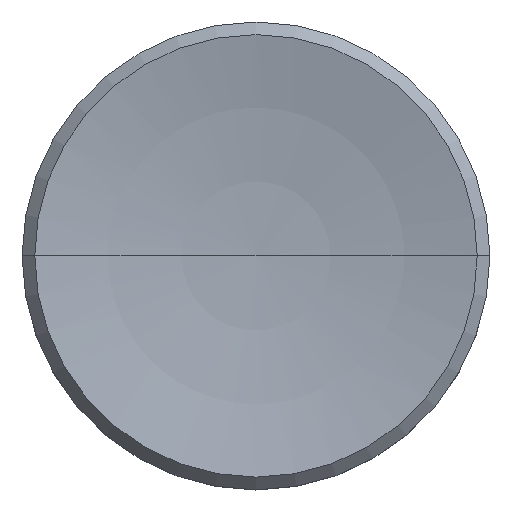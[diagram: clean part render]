
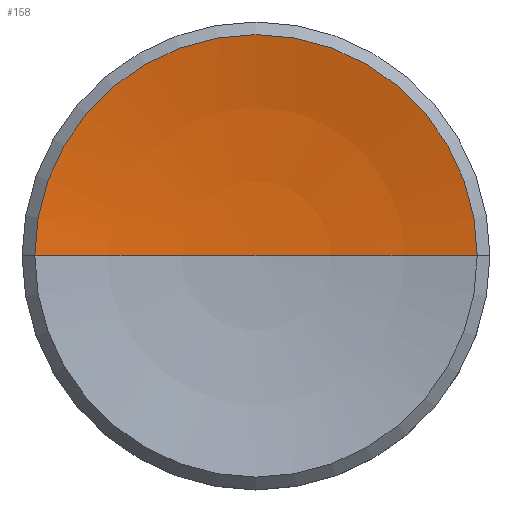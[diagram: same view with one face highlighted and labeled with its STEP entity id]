
A CAD part, top view. The second image highlights one B-rep face of the part: STEP entity #158.
In plain terms, the highlighted toroidal (fillet/blend) face has major radius 0.014 mm and minor radius 12.91 mm.
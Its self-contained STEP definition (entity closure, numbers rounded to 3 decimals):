
#5 = CARTESIAN_POINT ( 'NONE',  ( -0.014, 0., 14.41 ) ) ;
#6 = CARTESIAN_POINT ( 'NONE',  ( 2.838, 0., 1.812 ) ) ;
#14 = CARTESIAN_POINT ( 'NONE',  ( 0.014, 0., 14.41 ) ) ;
#20 = VERTEX_POINT ( 'NONE', #147 ) ;
#31 = CARTESIAN_POINT ( 'NONE',  ( 0., 0., 14.41 ) ) ;
#47 = AXIS2_PLACEMENT_3D ( 'NONE', #14, #55, #114 ) ;
#55 = DIRECTION ( 'NONE',  ( 0., -1., 0. ) ) ;
#62 = EDGE_LOOP ( 'NONE', ( #211, #249, #106 ) ) ;
#67 = DIRECTION ( 'NONE',  ( -1., 0., 0. ) ) ;
#83 = DIRECTION ( 'NONE',  ( 0., 0., 1. ) ) ;
#84 = AXIS2_PLACEMENT_3D ( 'NONE', #202, #91, #258 ) ;
#91 = DIRECTION ( 'NONE',  ( 0., 0., 1. ) ) ;
#102 = EDGE_CURVE ( 'NONE', #169, #20, #165, .T. ) ;
#106 = ORIENTED_EDGE ( 'NONE', *, *, #232, .T. ) ;
#109 = DIRECTION ( 'NONE',  ( 1., 0., 0. ) ) ;
#113 = CIRCLE ( 'NONE', #47, 12.91 ) ;
#114 = DIRECTION ( 'NONE',  ( 0., 0., -1. ) ) ;
#137 = TOROIDAL_SURFACE ( 'NONE', #234, 0.014, 12.91 ) ;
#147 = CARTESIAN_POINT ( 'NONE',  ( -2.838, 0., 1.812 ) ) ;
#156 = DIRECTION ( 'NONE',  ( 0., 1., 0. ) ) ;
#158 = ADVANCED_FACE ( 'NONE', ( #238 ), #137, .F. ) ;
#164 = VERTEX_POINT ( 'NONE', #6 ) ;
#165 = CIRCLE ( 'NONE', #200, 12.91 ) ;
#169 = VERTEX_POINT ( 'NONE', #214 ) ;
#200 = AXIS2_PLACEMENT_3D ( 'NONE', #5, #156, #67 ) ;
#202 = CARTESIAN_POINT ( 'NONE',  ( 0., 0., 1.812 ) ) ;
#207 = CIRCLE ( 'NONE', #84, 2.838 ) ;
#211 = ORIENTED_EDGE ( 'NONE', *, *, #102, .F. ) ;
#214 = CARTESIAN_POINT ( 'NONE',  ( 0., 0., 1.5 ) ) ;
#222 = EDGE_CURVE ( 'NONE', #169, #164, #113, .T. ) ;
#232 = EDGE_CURVE ( 'NONE', #164, #20, #207, .T. ) ;
#234 = AXIS2_PLACEMENT_3D ( 'NONE', #31, #83, #109 ) ;
#238 = FACE_OUTER_BOUND ( 'NONE', #62, .T. ) ;
#249 = ORIENTED_EDGE ( 'NONE', *, *, #222, .T. ) ;
#258 = DIRECTION ( 'NONE',  ( 1., 0., 0. ) ) ;
